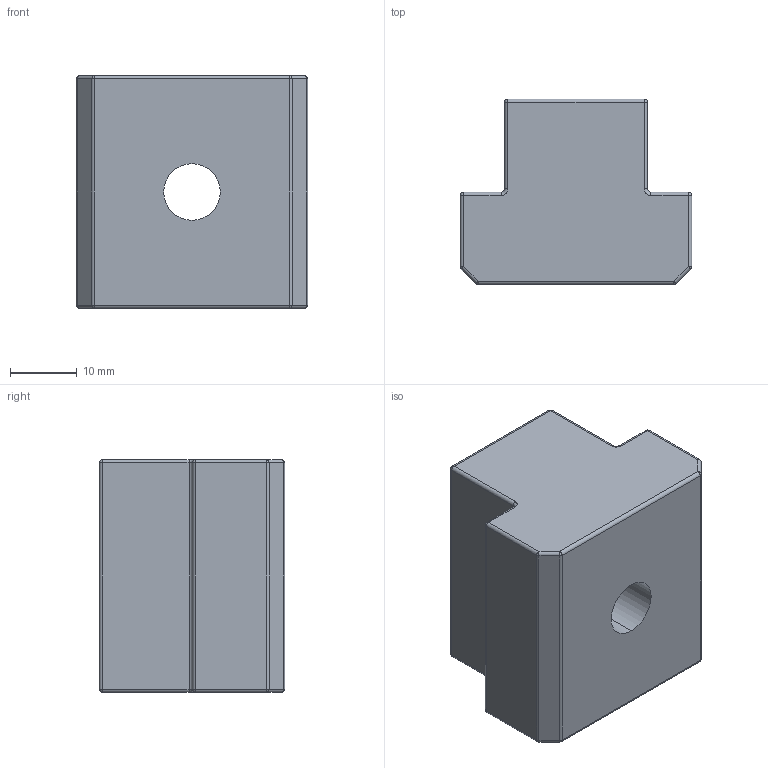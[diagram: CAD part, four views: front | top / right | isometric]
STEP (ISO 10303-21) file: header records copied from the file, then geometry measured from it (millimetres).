
FILE_DESCRIPTION (( 'STEP AP214' ), '1' );
FILE_NAME ('MiteeBite-25760.step', '2013-10-02T20:13:01', ( 'Windows User' ), ( '' ), 'SwSTEP 2.0', 'SolidWorks 2013', '' );
FILE_SCHEMA (( 'AUTOMOTIVE_DESIGN' ));
Length unit declared in the file: millimetre
Products named in the file (1): MiteeBite-25760
Bounding box: 34.8 x 27.9 x 35 mm (x, y, z)
Volume: 25581.2 mm3; surface area: 6367.7 mm2
Topology: 1 solids, 1 shells, 66 faces, 146 edges, 70 vertices
Faces by surface type: cylinder 32, sphere 16, plane 12, torus 4, cone 2
Entity records: 1744 total; most frequent: DIRECTION 338, CARTESIAN_POINT 271, ORIENTED_EDGE 268, AXIS2_PLACEMENT_3D 137, EDGE_CURVE 134, VERTEX_POINT 70, CIRCLE 70, EDGE_LOOP 68
